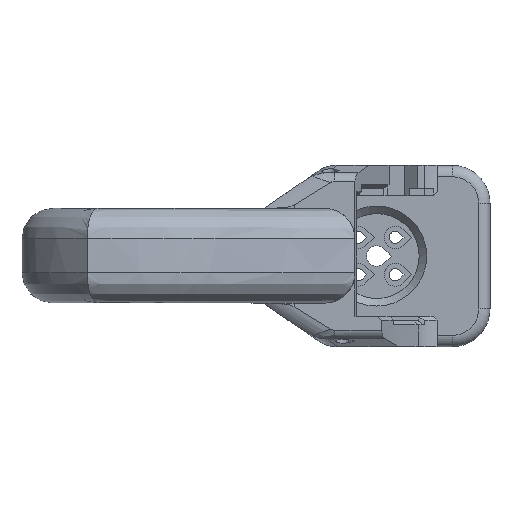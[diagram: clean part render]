
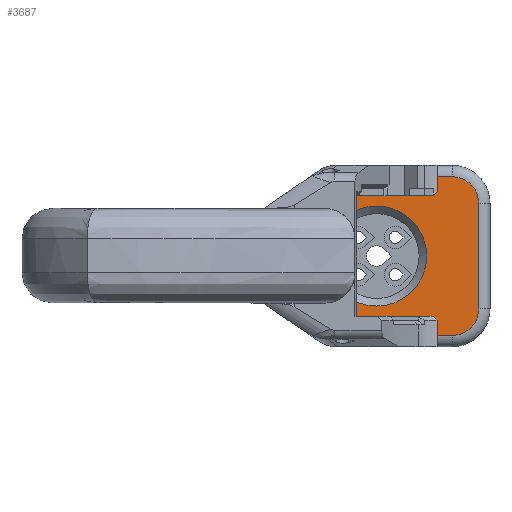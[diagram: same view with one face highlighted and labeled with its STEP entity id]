
A CAD part, top view. The second image highlights one B-rep face of the part: STEP entity #3687.
In plain terms, the highlighted planar face has unit normal (0, 0, 1).
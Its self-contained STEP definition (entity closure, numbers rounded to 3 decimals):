
#51=FACE_BOUND('',#598,.T.);
#239=PLANE('',#3948);
#379=FACE_OUTER_BOUND('',#597,.T.);
#597=EDGE_LOOP('',(#2776,#2777,#2778,#2779,#2780,#2781,#2782,#2783,#2784,
#2785,#2786,#2787));
#598=EDGE_LOOP('',(#2788));
#909=LINE('',#5519,#1262);
#914=LINE('',#5544,#1267);
#944=LINE('',#5607,#1297);
#946=LINE('',#5612,#1299);
#952=LINE('',#5626,#1305);
#953=LINE('',#5630,#1306);
#954=LINE('',#5634,#1307);
#955=LINE('',#5637,#1308);
#956=LINE('',#5638,#1309);
#957=LINE('',#5639,#1310);
#1262=VECTOR('',#4448,32.);
#1267=VECTOR('',#4459,30.);
#1297=VECTOR('',#4505,30.);
#1299=VECTOR('',#4509,4.);
#1305=VECTOR('',#4519,4.);
#1306=VECTOR('',#4524,4.);
#1307=VECTOR('',#4527,28.);
#1308=VECTOR('',#4530,4.);
#1309=VECTOR('',#4531,1.414);
#1310=VECTOR('',#4532,1.414);
#1519=CIRCLE('',#3949,7.);
#1520=CIRCLE('',#3950,7.);
#1521=CIRCLE('',#3951,13.243);
#1706=VERTEX_POINT('',#5516);
#1707=VERTEX_POINT('',#5518);
#1711=VERTEX_POINT('',#5543);
#1736=VERTEX_POINT('',#5605);
#1737=VERTEX_POINT('',#5610);
#1738=VERTEX_POINT('',#5611);
#1743=VERTEX_POINT('',#5623);
#1744=VERTEX_POINT('',#5625);
#1745=VERTEX_POINT('',#5629);
#1746=VERTEX_POINT('',#5631);
#1747=VERTEX_POINT('',#5633);
#1748=VERTEX_POINT('',#5635);
#1749=VERTEX_POINT('',#5640);
#2104=EDGE_CURVE('',#1707,#1706,#909,.T.);
#2111=EDGE_CURVE('',#1707,#1711,#914,.T.);
#2143=EDGE_CURVE('',#1736,#1706,#944,.T.);
#2145=EDGE_CURVE('',#1737,#1738,#946,.T.);
#2152=EDGE_CURVE('',#1743,#1744,#952,.T.);
#2154=EDGE_CURVE('',#1737,#1745,#953,.T.);
#2155=EDGE_CURVE('',#1745,#1746,#1519,.T.);
#2156=EDGE_CURVE('',#1746,#1747,#954,.T.);
#2157=EDGE_CURVE('',#1747,#1748,#1520,.T.);
#2158=EDGE_CURVE('',#1748,#1744,#955,.T.);
#2159=EDGE_CURVE('',#1743,#1711,#956,.F.);
#2160=EDGE_CURVE('',#1736,#1738,#957,.F.);
#2161=EDGE_CURVE('',#1749,#1749,#1521,.F.);
#2776=ORIENTED_EDGE('',*,*,#2145,.F.);
#2777=ORIENTED_EDGE('',*,*,#2154,.T.);
#2778=ORIENTED_EDGE('',*,*,#2155,.T.);
#2779=ORIENTED_EDGE('',*,*,#2156,.T.);
#2780=ORIENTED_EDGE('',*,*,#2157,.T.);
#2781=ORIENTED_EDGE('',*,*,#2158,.T.);
#2782=ORIENTED_EDGE('',*,*,#2152,.F.);
#2783=ORIENTED_EDGE('',*,*,#2159,.T.);
#2784=ORIENTED_EDGE('',*,*,#2111,.F.);
#2785=ORIENTED_EDGE('',*,*,#2104,.T.);
#2786=ORIENTED_EDGE('',*,*,#2143,.F.);
#2787=ORIENTED_EDGE('',*,*,#2160,.T.);
#2788=ORIENTED_EDGE('',*,*,#2161,.T.);
#3687=ADVANCED_FACE('',(#379,#51),#239,.T.);
#3948=AXIS2_PLACEMENT_3D('',#5628,#4522,#4523);
#3949=AXIS2_PLACEMENT_3D('',#5632,#4525,#4526);
#3950=AXIS2_PLACEMENT_3D('',#5636,#4528,#4529);
#3951=AXIS2_PLACEMENT_3D('',#5641,#4533,#4534);
#4448=DIRECTION('',(0.,-1.,0.));
#4459=DIRECTION('',(1.,0.,0.));
#4505=DIRECTION('',(-1.,0.,0.));
#4509=DIRECTION('',(0.,1.,0.));
#4519=DIRECTION('',(0.,1.,0.));
#4522=DIRECTION('center_axis',(0.,0.,1.));
#4523=DIRECTION('ref_axis',(1.,0.,0.));
#4524=DIRECTION('',(1.,0.,0.));
#4525=DIRECTION('center_axis',(0.,0.,1.));
#4526=DIRECTION('ref_axis',(1.,0.,0.));
#4527=DIRECTION('',(0.,1.,0.));
#4528=DIRECTION('center_axis',(0.,0.,1.));
#4529=DIRECTION('ref_axis',(1.,0.,0.));
#4530=DIRECTION('',(-1.,0.,0.));
#4531=DIRECTION('',(0.707,0.707,0.));
#4532=DIRECTION('',(-0.707,0.707,0.));
#4533=DIRECTION('center_axis',(0.,0.,1.));
#4534=DIRECTION('ref_axis',(1.,0.,0.));
#5516=CARTESIAN_POINT('',(-15.,-16.,11.));
#5518=CARTESIAN_POINT('',(-15.,16.,11.));
#5519=CARTESIAN_POINT('',(-15.,16.,11.));
#5543=CARTESIAN_POINT('',(15.,16.,11.));
#5544=CARTESIAN_POINT('',(-15.,16.,11.));
#5605=CARTESIAN_POINT('',(15.,-16.,11.));
#5607=CARTESIAN_POINT('',(15.,-16.,11.));
#5610=CARTESIAN_POINT('',(16.,-21.,11.));
#5611=CARTESIAN_POINT('',(16.,-17.,11.));
#5612=CARTESIAN_POINT('',(16.,-21.,11.));
#5623=CARTESIAN_POINT('',(16.,17.,11.));
#5625=CARTESIAN_POINT('',(16.,21.,11.));
#5626=CARTESIAN_POINT('',(16.,17.,11.));
#5628=CARTESIAN_POINT('Origin',(0.,0.,11.));
#5629=CARTESIAN_POINT('',(20.,-21.,11.));
#5630=CARTESIAN_POINT('',(16.,-21.,11.));
#5631=CARTESIAN_POINT('',(27.,-14.,11.));
#5632=CARTESIAN_POINT('Origin',(20.,-14.,11.));
#5633=CARTESIAN_POINT('',(27.,14.,11.));
#5634=CARTESIAN_POINT('',(27.,-14.,11.));
#5635=CARTESIAN_POINT('',(20.,21.,11.));
#5636=CARTESIAN_POINT('Origin',(20.,14.,11.));
#5637=CARTESIAN_POINT('',(20.,21.,11.));
#5638=CARTESIAN_POINT('',(15.,16.,11.));
#5639=CARTESIAN_POINT('',(16.,-17.,11.));
#5640=CARTESIAN_POINT('',(-13.243,0.,11.));
#5641=CARTESIAN_POINT('Origin',(0.,0.,11.));
